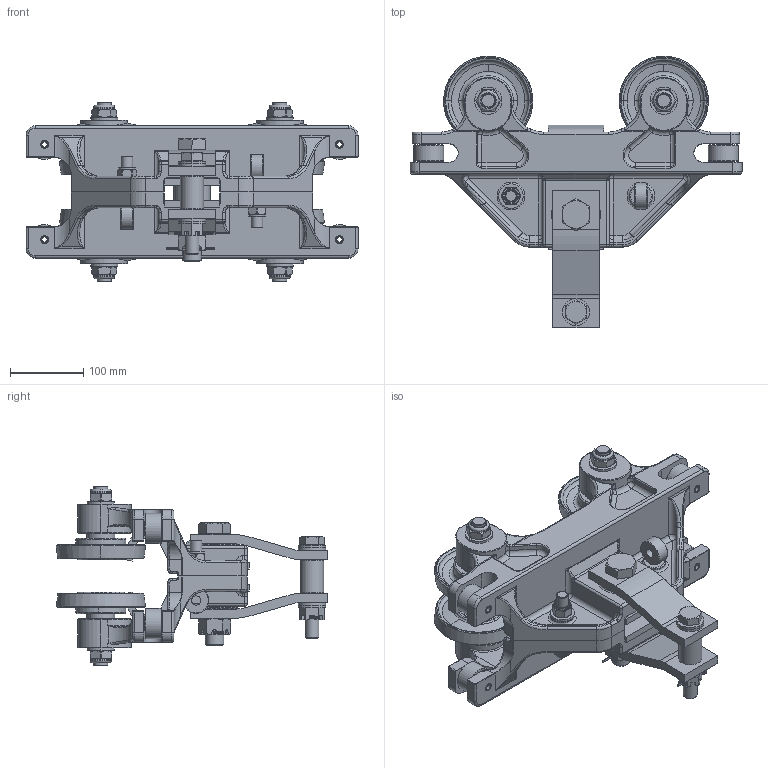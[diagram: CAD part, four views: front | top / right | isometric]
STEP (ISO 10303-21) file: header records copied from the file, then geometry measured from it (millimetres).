
FILE_DESCRIPTION((''),'2;1');
FILE_NAME('10063 BT-333-10-DHS TROLLEY.stp','2011-03-31T09:56:35',('jholman'),(''),'Autodesk Inventor 2011','Autodesk Inventor 2011','');
FILE_SCHEMA(('AUTOMOTIVE_DESIGN { 1 0 10303 214 1 1 1 1 }'));
Length unit declared in the file: inch
Products named in the file (27): 10063; 3D11E5C4C; 3D11B5C4C; Slotted Hex Nut - UNC (Regular Thread - Inch) 1 - 8; 3D11F3B4A; 3D11G3B4A; 3D11W2B4A; 3D11Z2B4A; Hex Cap Screw - UNC (Regular Thread - Inch) 3/4-10 UNC - 6; 3D11I5C4A; Hex Cap Screw - Inch 1-8 UNC - 6; 3D11AYC4D; Pin - Slotted Spring (Inch) 7/16 x 2; 3D11W4C4A; 3D11V7B4C; 3D11Y4C4A; Plain Washer (Inch) 5/8 - narrow - Type A; 3D11Z4G4A; 3D1191G4A; 3D11U4B4D; 3D11P3C4C; 3D1157B4C; 3D11C9B4B; 3D11C6B4A; 3D11S6B4B; 3D11I7B4B; 3D1154G4D
Assembly tree (57 placements, depth 4):
  10063
    3D11E5C4C
      3D11B5C4C  x2
      Slotted Hex Nut - UNC (Regular Thread - Inch) 1 - 8
      3D11F3B4A
      3D11G3B4A  x4
      3D11W2B4A
      3D11Z2B4A
      Hex Cap Screw - UNC (Regular Thread - Inch) 3/4-10 UNC - 6
      3D11I5C4A
      Hex Cap Screw - Inch 1-8 UNC - 6
    3D11AYC4D
      Pin - Slotted Spring (Inch) 7/16 x 2  x4
      3D11W4C4A  x4
      3D11V7B4C  x2
      3D11Y4C4A
      Plain Washer (Inch) 5/8 - narrow - Type A  x2
      3D11Z4G4A  x2
      3D1191G4A  x2
      3D11U4B4D  x2
      3D11P3C4C  x4
        3D1157B4C
        3D11C9B4B
        3D11C6B4A
      3D11S6B4B  x4
      3D11I7B4B  x4
      3D11G3B4A  x4
      3D1154G4D  x4
Bounding box: 454.02 x 371.43 x 245.29 mm (x, y, z)
Volume: 4647190.8 mm3; surface area: 967588.8 mm2
Topology: 60 solids, 60 shells, 2337 faces, 5587 edges, 3304 vertices
Faces by surface type: cylinder 757, plane 500, bspline 474, torus 369, cone 157, sphere 80
Full cylindrical faces by diameter (mm): 3.969 x1, 4.366 x1, 11.113 x12, 12.7 x2, 13.386 x2, 13.843 x2, 15.875 x2, 16.272 x4, 16.662 x2, 17.374 x2, 17.475 x4, 17.602 x4, 18.974 x4, 19.05 x13, 19.447 x4, 19.964 x4, 20.638 x3, 21.971 x1, 23.114 x2, 25.4 x1, 25.718 x1, 26.988 x4, 28.577 x4, 31.75 x6, 33.325 x2, 34.29 x1, 41.275 x4, 50.8 x1
Entity records: 37484 total; most frequent: CARTESIAN_POINT 12366, DIRECTION 5203, ORIENTED_EDGE 4960, EDGE_CURVE 2480, AXIS2_PLACEMENT_3D 2194, VERTEX_POINT 1536, EDGE_LOOP 1218, CIRCLE 1184
